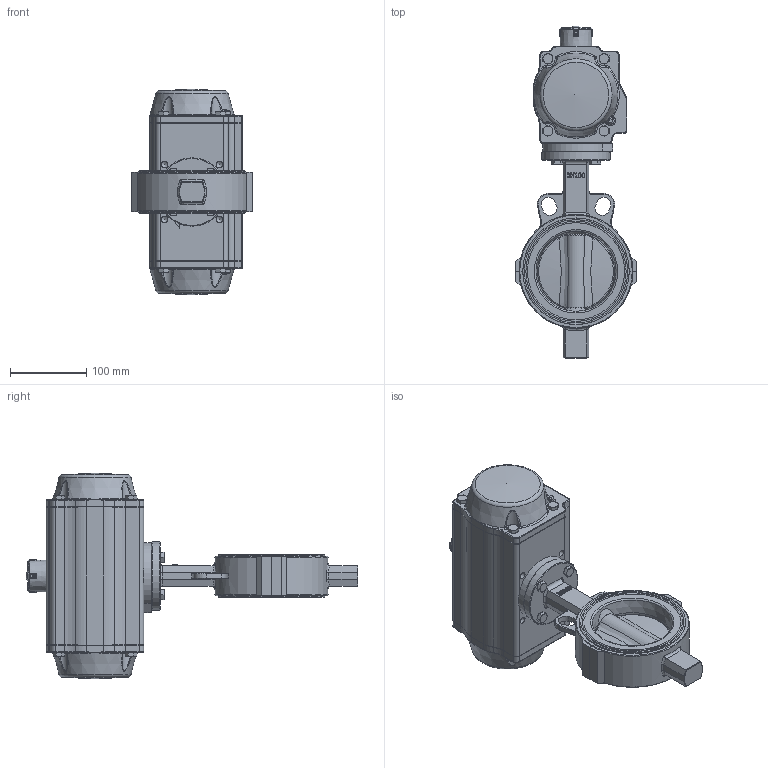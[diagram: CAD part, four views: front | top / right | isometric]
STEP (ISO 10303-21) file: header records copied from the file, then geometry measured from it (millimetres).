
FILE_DESCRIPTION(/* description */ ('Unknown','CAx-IF Rec.Pracs.---Representation and Presentation of Product Manufacturing Information (PMI)---4.0---2014-10-13','CAx-IF Rec.Pracs.---3D Tessellated Geometry---0.4---2014-09-14','2;1'),/* implementation_level */ '2;1');
FILE_NAME(/* name */ 'FR05 5400-12',/* time_stamp */ '2023-11-28T13:35:27+01:00',/* author */ ('Unknown'),/* organization */ ('Unknown'),/* preprocessor_version */ 'ST-DEVELOPER v18.102',/* originating_system */ 'Solid Edge',/* authorisation */ 'Unknown');
FILE_SCHEMA (('AP242_MANAGED_MODEL_BASED_3D_ENGINEERING_MIM_LF { 1 0 10303 442 1 1 4 }'));
Products named in the file (20): FR055400-12; 5.400.100; 5.400.100_Körper; seat; disc; 5.400.100_Spindel; shaft2; bushing1; Raster DN40- DN150; DW06_FR05_(DW160_FR119); ____; ________(___________; _____________; ______; Deckel 1; hexagon head bolts--product grade c gb_GB_FASTENER_BOLT_HHBC M8X40-N; cup head nib bolts with large head gb_GB_FASTENER_BOLT_CHNBW M6X25-N; KP-100; Deckel 2; DIN 933 M8x35 A2-70 BLK_EDST
Assembly tree (32 placements, depth 4):
  FR055400-12
    5.400.100
      5.400.100_Körper
      seat
      disc
      5.400.100_Spindel
      shaft2
      bushing1  x2
    Raster DN40- DN150
    DW06_FR05_(DW160_FR119)
      ____
        ________(___________  x2
        _____________  x2
        ______
      Deckel 1
      hexagon head bolts--product grade c gb_GB_FASTENER_BOLT_HHBC M8X40-N  x8
      cup head nib bolts with large head gb_GB_FASTENER_BOLT_CHNBW M6X25-N
      KP-100
      Deckel 2
    DIN 933 M8x35 A2-70 BLK_EDST  x4
Bounding box: 158 x 436.81 x 270.2 mm (x, y, z)
Volume: 4195683.6 mm3; surface area: 480953.7 mm2
Topology: 30 solids, 31 shells, 1694 faces, 4161 edges, 2580 vertices
Faces by surface type: plane 643, cylinder 463, bspline 247, cone 168, torus 160, sphere 13
Full cylindrical faces by diameter (mm): 2.6 x2, 3 x16, 3.3 x8, 4.2 x8, 4.66 x1, 5 x2, 6 x1, 6.2 x1, 6.8 x24, 8 x12, 8.5 x4, 10 x4, 10.7 x1, 11.8 x2, 12 x1, 13 x4, 15.77 x5, 15.93 x1, 16 x2, 20.6 x4, 20.7 x2, 24.6 x2, 25.8 x1, 26.8 x1, 30.86 x1, 37.2 x1, 38.5 x1, 52.79 x2, 56 x1, 90 x1
Entity records: 53265 total; most frequent: CARTESIAN_POINT 19801, ORIENTED_EDGE 6328, DIRECTION 6068, EDGE_CURVE 3164, AXIS2_PLACEMENT_3D 2341, VERTEX_POINT 2094, FACE_BOUND 1664, EDGE_LOOP 1637
